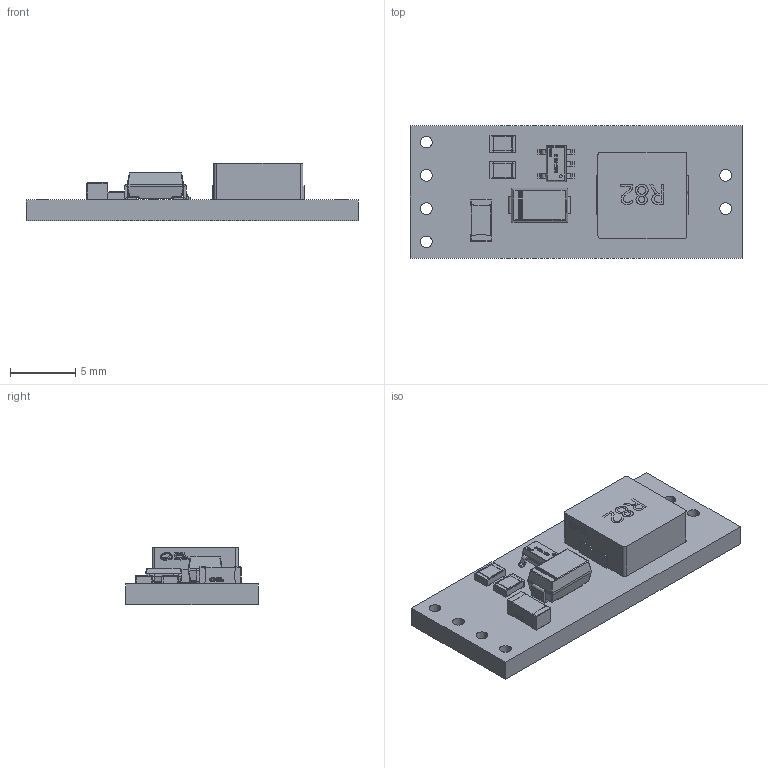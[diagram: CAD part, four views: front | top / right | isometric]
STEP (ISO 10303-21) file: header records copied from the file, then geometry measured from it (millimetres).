
FILE_DESCRIPTION(('Designed by EasyEDA Pro'),'2;1');
FILE_NAME('Open CASCADE Shape Model','2025-08-07T14:10:58',('Author'),( 'Open CASCADE'),'Open CASCADE STEP processor 7.8','Open CASCADE 7.8' ,'Unknown');
FILE_SCHEMA(('AUTOMOTIVE_DESIGN { 1 0 10303 214 1 1 1 1 }'));
Length unit declared in the file: millimetre
Products named in the file (16): EasyEDA PCB Model~xUS6; Board~xUS6; TopCopper~xUS6; BottomCopper~xUS6; TopFpcStiffener~xUS6; BottomFpcStiffener~xUS6; R1~R0805~R0805_L2.0-W1.3-H0.6~xUS6; R0805~R0805_L2.0-W1.3-H0.6~xUS6; C1~C1206~C1206_L3.2-W1.6-H1.3~xUS6; C1206~C1206_L3.2-W1.6-H1.3~xUS6; D1~SMA_L4.3-W2.6-LS5.2-RD~SMA_L4.3-W2.6-LS5.2-RD~xUS6; SMA_L4.3-W2.6-LS5.2-RD~SMA_L4.3-W2.6-LS5.2-RD~xUS6; U1~SOT-23-5_L3.0-W1.7-P0.95-LS2.8-BR~SOT-23-5_
L2.9-W1.6-H1.1-LS2.8-P0.95~xUS6; SOT-23-5_L3.0-W1.7-P0.95-LS2.8-BR~SOT-23-5_
L2.9-W1.6-H1.1-LS2.8-P0.95~xUS6; L1~IND-SMD_L7.0-W6.6_FXL0630~IND-SMD_L7.0-W6.6-H2.8_FXL0630~xUS6; IND-SMD_L7.0-W6.6_FXL0630~IND-SMD_L7.0-W6.6-H2.8_FXL0630~xUS6
Assembly tree (16 placements, depth 3):
  EasyEDA PCB Model~xUS6
    Board~xUS6
    TopCopper~xUS6
    BottomCopper~xUS6
    TopFpcStiffener~xUS6
    BottomFpcStiffener~xUS6
    R1~R0805~R0805_L2.0-W1.3-H0.6~xUS6  x2
      R0805~R0805_L2.0-W1.3-H0.6~xUS6
    C1~C1206~C1206_L3.2-W1.6-H1.3~xUS6
      C1206~C1206_L3.2-W1.6-H1.3~xUS6
    D1~SMA_L4.3-W2.6-LS5.2-RD~SMA_L4.3-W2.6-LS5.2-RD~xUS6
      SMA_L4.3-W2.6-LS5.2-RD~SMA_L4.3-W2.6-LS5.2-RD~xUS6
    U1~SOT-23-5_L3.0-W1.7-P0.95-LS2.8-BR~SOT-23-5_
L2.9-W1.6-H1.1-LS2.8-P0.95~xUS6
      SOT-23-5_L3.0-W1.7-P0.95-LS2.8-BR~SOT-23-5_
L2.9-W1.6-H1.1-LS2.8-P0.95~xUS6
    L1~IND-SMD_L7.0-W6.6_FXL0630~IND-SMD_L7.0-W6.6-H2.8_FXL0630~xUS6
      IND-SMD_L7.0-W6.6_FXL0630~IND-SMD_L7.0-W6.6-H2.8_FXL0630~xUS6
Bounding box: 25.37 x 10.13 x 4.41 mm (x, y, z)
Volume: 568.8 mm3; surface area: 984.2 mm2
Topology: 44 solids, 44 shells, 2247 faces, 5830 edges, 3755 vertices
Faces by surface type: plane 1255, bspline 697, cylinder 202, sphere 53, torus 40
Entity records: 86242 total; most frequent: CARTESIAN_POINT 23947, ORIENTED_EDGE 10162, DIRECTION 6997, EDGE_CURVE 5081, LINE 3343, VECTOR 3343, VERTEX_POINT 3269, FACE_BOUND 2100
